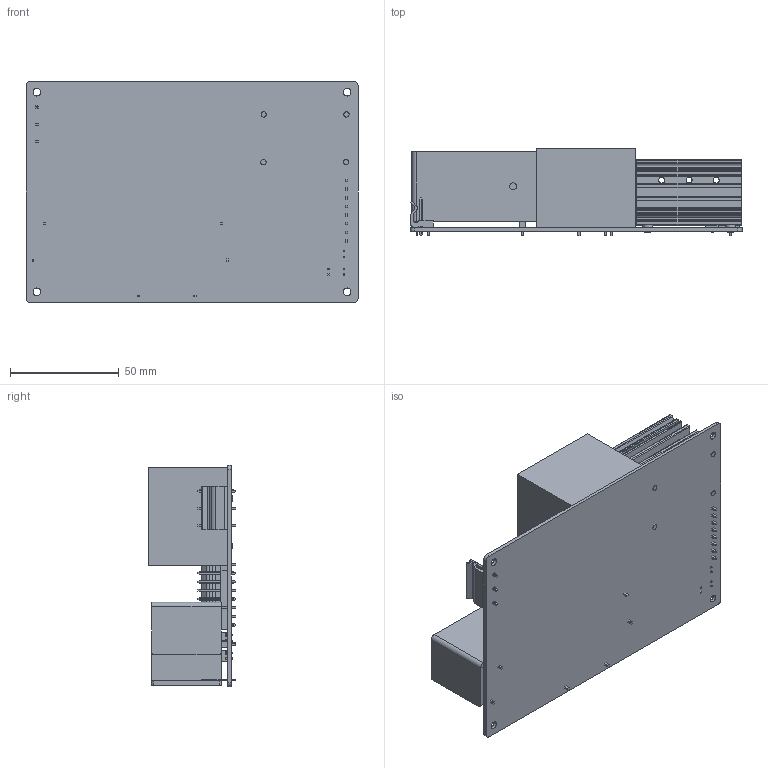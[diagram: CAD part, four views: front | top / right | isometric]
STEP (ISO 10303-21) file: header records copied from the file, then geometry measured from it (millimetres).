
FILE_DESCRIPTION((''),'2;1');
FILE_NAME('MPE-K253_5_ASM','2017-08-14T',('Abe'),(''),'PRO/ENGINEER BY PARAMETRIC TECHNOLOGY CORPORATION, 2011080','PRO/ENGINEER BY PARAMETRIC TECHNOLOGY CORPORATION, 2011080','');
FILE_SCHEMA(('CONFIG_CONTROL_DESIGN'));
Length unit declared in the file: millimetre
Products named in the file (14): 850-K250_K256; 710-8673-52; 710-8673-08; 800-250W-P; HEAT_SINK_PIN; 800-250W-P_ASM; 800-250W-M; 800-250W-M_ASM; 360-K253_5; 800-K253-S; ROUND_PIN; 800-K253-S_ASM; 710-2512-02; MPE-K253_5_ASM
Assembly tree (22 placements, depth 3):
  MPE-K253_5_ASM
    850-K250_K256
    710-8673-52
    710-8673-08
    800-250W-P_ASM
      800-250W-P
      HEAT_SINK_PIN  x3
    800-250W-M_ASM
      800-250W-M
      HEAT_SINK_PIN  x3
    360-K253_5
    800-K253-S_ASM  x2
      800-K253-S
      ROUND_PIN
    710-2512-02  x3
Bounding box: 152.4 x 40.1 x 101.6 mm (x, y, z)
Volume: 125806.5 mm3; surface area: 73937 mm2
Topology: 21 solids, 21 shells, 1169 faces, 3149 edges, 2078 vertices
Faces by surface type: plane 969, cylinder 200
Entity records: 28334 total; most frequent: CARTESIAN_POINT 5791, ORIENTED_EDGE 4802, DIRECTION 4293, EDGE_CURVE 2401, VECTOR 1997, LINE 1997, VERTEX_POINT 1590, AXIS2_PLACEMENT_3D 1148
